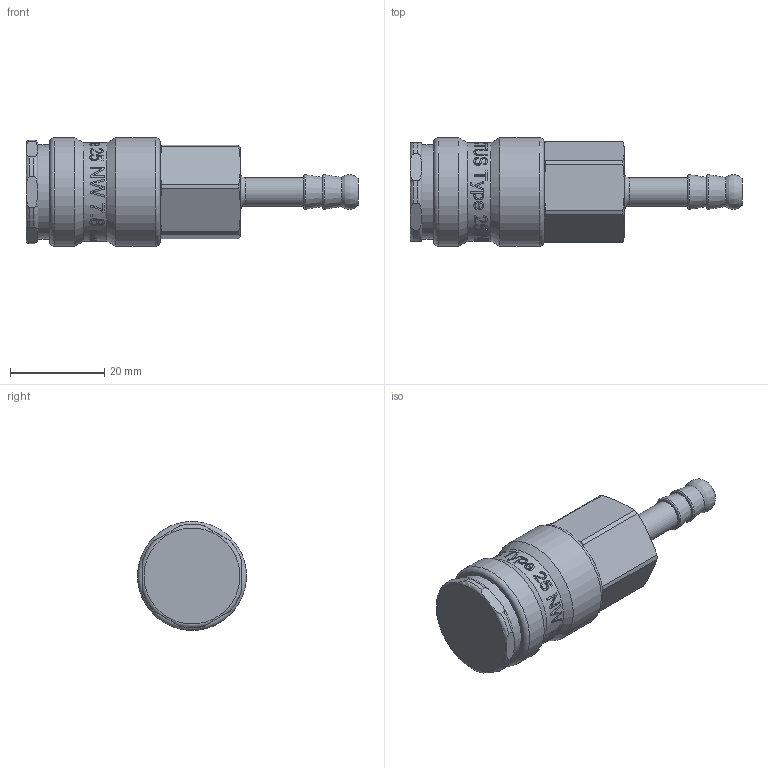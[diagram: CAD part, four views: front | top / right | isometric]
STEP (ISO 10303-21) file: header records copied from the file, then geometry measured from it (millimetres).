
FILE_DESCRIPTION((''),'2;1');
FILE_NAME('25katf06bpx0.stp','2015-01-13T15:22:19',('AS035480'),(''),'Autodesk Inventor 2013','Autodesk Inventor 2013','');
FILE_SCHEMA(('AUTOMOTIVE_DESIGN { 1 0 10303 214 1 1 1 1 }'));
Length unit declared in the file: millimetre
Products named in the file (1): D113166
Bounding box: 70.55 x 23.08 x 23.08 mm (x, y, z)
Volume: 16136.8 mm3; surface area: 7512.5 mm2
Topology: 2 solids, 3 shells, 517 faces, 1367 edges, 906 vertices
Faces by surface type: bspline 224, plane 195, cylinder 64, cone 26, torus 8
Full cylindrical faces by diameter (mm): 6.1 x1, 14 x1, 16 x1, 17.25 x1, 18.95 x1, 19.35 x1, 20 x1, 20.05 x1, 21 x1, 23.15 x2
Entity records: 70848 total; most frequent: CARTESIAN_POINT 59489, ORIENTED_EDGE 2634, DIRECTION 1425, EDGE_CURVE 1317, VERTEX_POINT 892, B_SPLINE_CURVE_WITH_KNOTS 632, EDGE_LOOP 607, FACE_OUTER_BOUND 517
